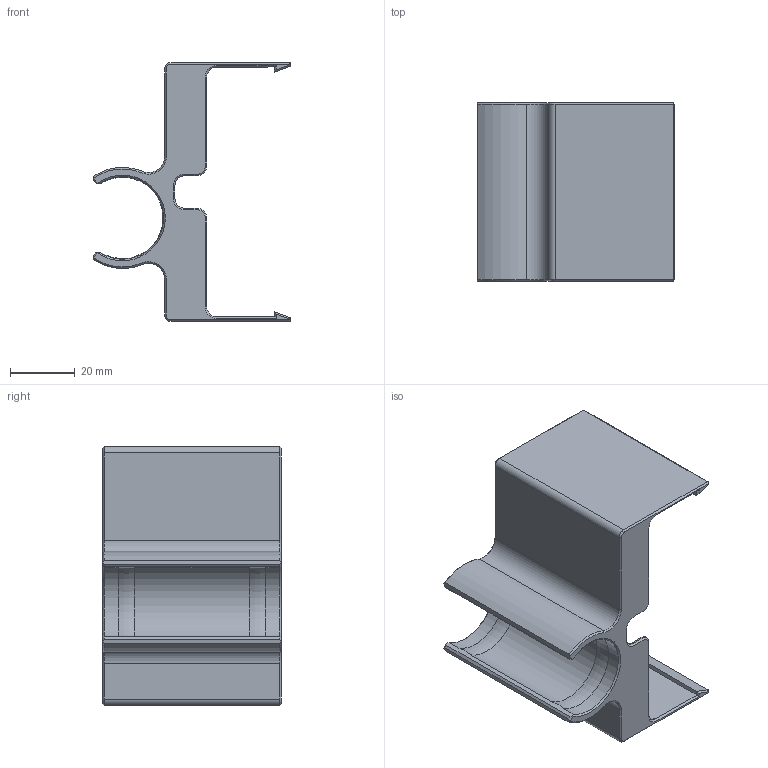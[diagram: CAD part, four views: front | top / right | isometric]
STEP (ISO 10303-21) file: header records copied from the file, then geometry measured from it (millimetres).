
FILE_DESCRIPTION(/* description */ (''),/* implementation_level */ '2;1');
FILE_NAME(/* name */ 'usb-hub-holder v5.step',/* time_stamp */ '2020-07-09T23:10:32+09:00',/* author */ (''),/* organization */ (''),/* preprocessor_version */ 'ST-DEVELOPER v18.1',/* originating_system */ 'Autodesk Translation Framework v9.3.0.1241',/* authorisation */ '');
FILE_SCHEMA (('AUTOMOTIVE_DESIGN { 1 0 10303 214 3 1 1 }'));
Length unit declared in the file: millimetre
Products named in the file (1): usb-hub-holder
Bounding box: 60.87 x 55 x 79.8 mm (x, y, z)
Volume: 30990.7 mm3; surface area: 23357.2 mm2
Topology: 1 solids, 1 shells, 139 faces, 341 edges, 196 vertices
Faces by surface type: plane 71, cone 32, cylinder 22, bspline 12, torus 2
Entity records: 4193 total; most frequent: CARTESIAN_POINT 1055, ORIENTED_EDGE 666, DIRECTION 605, EDGE_CURVE 333, LINE 225, VECTOR 225, VERTEX_POINT 196, AXIS2_PLACEMENT_3D 190
